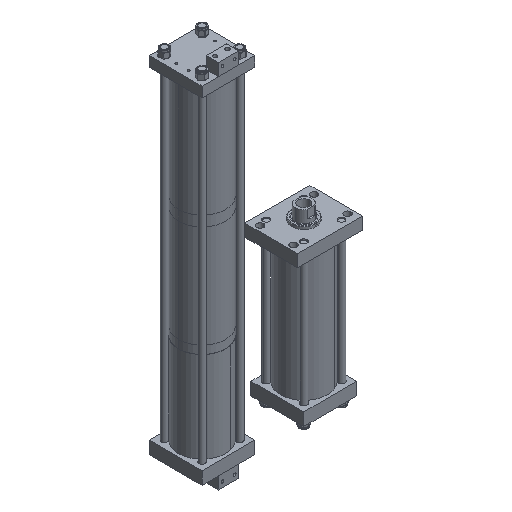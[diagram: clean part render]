
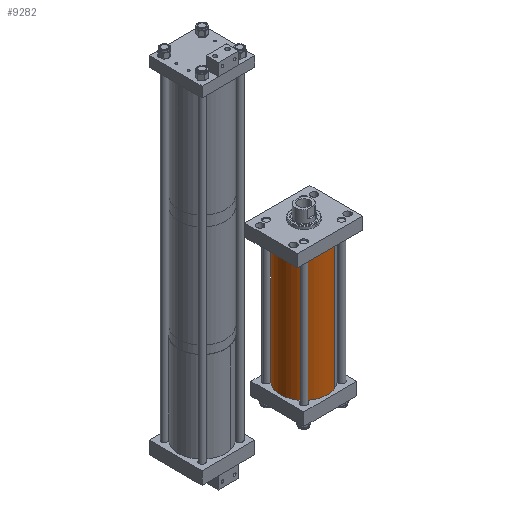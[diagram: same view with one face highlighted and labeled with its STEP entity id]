
A CAD part, isometric view. The second image highlights one B-rep face of the part: STEP entity #9282.
In plain terms, the highlighted cylindrical face has radius 73.025 mm (diameter 146.05 mm), a partial arc.
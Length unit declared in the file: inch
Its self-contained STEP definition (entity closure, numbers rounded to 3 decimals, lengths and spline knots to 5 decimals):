
#110 = CARTESIAN_POINT ( 'NONE',  ( 0., 0., 15.689 ) ) ;
#1370 = DIRECTION ( 'NONE',  ( 0., 0., 1. ) ) ;
#1498 = AXIS2_PLACEMENT_3D ( 'NONE', #2979, #9170, #5362 ) ;
#2497 = CARTESIAN_POINT ( 'NONE',  ( -2.875, 0., 15.689 ) ) ;
#2552 = DIRECTION ( 'NONE',  ( 1., 0., 0. ) ) ;
#2866 = CARTESIAN_POINT ( 'NONE',  ( 0., 0., 0. ) ) ;
#2979 = CARTESIAN_POINT ( 'NONE',  ( 0., 0., 15.689 ) ) ;
#3746 = CIRCLE ( 'NONE', #4321, 2.875 ) ;
#3947 = CARTESIAN_POINT ( 'NONE',  ( -2.875, 0., 15.689 ) ) ;
#3985 = DIRECTION ( 'NONE',  ( 0., 0., -1. ) ) ;
#4321 = AXIS2_PLACEMENT_3D ( 'NONE', #110, #1370, #2552 ) ;
#5078 = EDGE_LOOP ( 'NONE', ( #11684, #9490, #12290, #12398 ) ) ;
#5090 = FACE_OUTER_BOUND ( 'NONE', #5078, .T. ) ;
#5362 = DIRECTION ( 'NONE',  ( -1., 0., 0. ) ) ;
#5563 = EDGE_CURVE ( 'NONE', #6090, #9217, #10500, .T. ) ;
#6090 = VERTEX_POINT ( 'NONE', #13404 ) ;
#6425 = CARTESIAN_POINT ( 'NONE',  ( 2.875, 0., 15.689 ) ) ;
#6527 = DIRECTION ( 'NONE',  ( 1., 0., 0. ) ) ;
#6955 = EDGE_CURVE ( 'NONE', #7326, #6090, #10830, .T. ) ;
#7326 = VERTEX_POINT ( 'NONE', #14202 ) ;
#7891 = VECTOR ( 'NONE', #12308, 39.37008 ) ;
#8683 = CYLINDRICAL_SURFACE ( 'NONE', #1498, 2.875 ) ;
#8838 = EDGE_CURVE ( 'NONE', #14127, #9217, #12674, .T. ) ;
#9170 = DIRECTION ( 'NONE',  ( 0., 0., -1. ) ) ;
#9217 = VERTEX_POINT ( 'NONE', #11409 ) ;
#9282 = ADVANCED_FACE ( 'NONE', ( #5090 ), #8683, .T. ) ;
#9490 = ORIENTED_EDGE ( 'NONE', *, *, #6955, .T. ) ;
#9881 = AXIS2_PLACEMENT_3D ( 'NONE', #2866, #12685, #6527 ) ;
#10500 = CIRCLE ( 'NONE', #9881, 2.875 ) ;
#10519 = EDGE_CURVE ( 'NONE', #7326, #14127, #3746, .T. ) ;
#10655 = VECTOR ( 'NONE', #3985, 39.37008 ) ;
#10830 = LINE ( 'NONE', #6425, #10655 ) ;
#11409 = CARTESIAN_POINT ( 'NONE',  ( -2.875, 0., 0. ) ) ;
#11684 = ORIENTED_EDGE ( 'NONE', *, *, #10519, .F. ) ;
#12290 = ORIENTED_EDGE ( 'NONE', *, *, #5563, .T. ) ;
#12308 = DIRECTION ( 'NONE',  ( 0., 0., -1. ) ) ;
#12398 = ORIENTED_EDGE ( 'NONE', *, *, #8838, .F. ) ;
#12674 = LINE ( 'NONE', #2497, #7891 ) ;
#12685 = DIRECTION ( 'NONE',  ( 0., 0., 1. ) ) ;
#13404 = CARTESIAN_POINT ( 'NONE',  ( 2.875, 0., 0. ) ) ;
#14127 = VERTEX_POINT ( 'NONE', #3947 ) ;
#14202 = CARTESIAN_POINT ( 'NONE',  ( 2.875, 0., 15.689 ) ) ;
